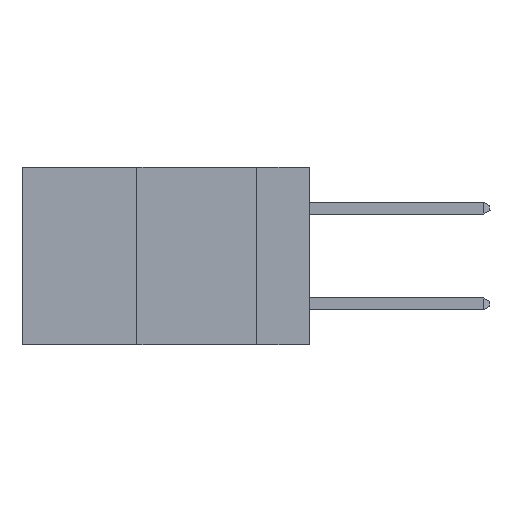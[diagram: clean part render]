
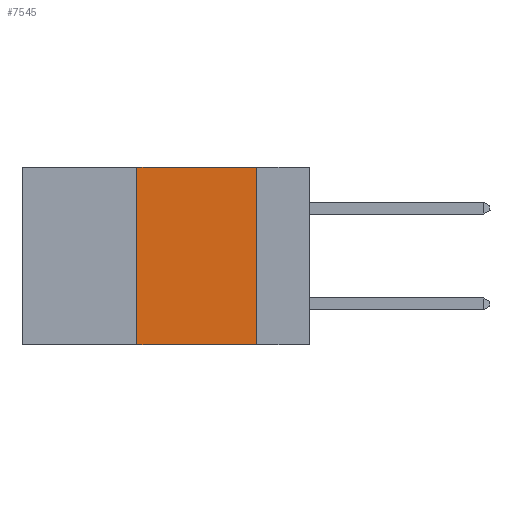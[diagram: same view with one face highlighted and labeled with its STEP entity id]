
A CAD part, left-side view. The second image highlights one B-rep face of the part: STEP entity #7545.
In plain terms, the highlighted planar face has unit normal (-1, 0, 0).
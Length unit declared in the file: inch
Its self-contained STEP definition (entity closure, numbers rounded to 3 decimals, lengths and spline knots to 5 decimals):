
#181 = EDGE_LOOP ( 'NONE', ( #24213, #13971, #7288, #14205 ) ) ;
#977 = EDGE_CURVE ( 'NONE', #39956, #26002, #23625, .T. ) ;
#1561 = VECTOR ( 'NONE', #16954, 39.37008 ) ;
#1724 = CARTESIAN_POINT ( 'NONE',  ( 0., 0.36, 0. ) ) ;
#3661 = PLANE ( 'NONE',  #24224 ) ;
#4793 = CARTESIAN_POINT ( 'NONE',  ( 0., 0.36, 0. ) ) ;
#4852 = LINE ( 'NONE', #8542, #10600 ) ;
#5890 = CARTESIAN_POINT ( 'NONE',  ( 0., 0.11, -0.37 ) ) ;
#6807 = VERTEX_POINT ( 'NONE', #1724 ) ;
#7288 = ORIENTED_EDGE ( 'NONE', *, *, #26827, .F. ) ;
#7545 = ADVANCED_FACE ( 'NONE', ( #19730 ), #3661, .F. ) ;
#8542 = CARTESIAN_POINT ( 'NONE',  ( 0., 0.11, 0. ) ) ;
#10600 = VECTOR ( 'NONE', #21115, 39.37008 ) ;
#11067 = EDGE_CURVE ( 'NONE', #6807, #22766, #31419, .T. ) ;
#13449 = VECTOR ( 'NONE', #29810, 39.37008 ) ;
#13971 = ORIENTED_EDGE ( 'NONE', *, *, #11067, .F. ) ;
#14205 = ORIENTED_EDGE ( 'NONE', *, *, #977, .T. ) ;
#16954 = DIRECTION ( 'NONE',  ( 0., 0., 1. ) ) ;
#18450 = DIRECTION ( 'NONE',  ( 0., -1., 0. ) ) ;
#19730 = FACE_OUTER_BOUND ( 'NONE', #181, .T. ) ;
#21105 = VECTOR ( 'NONE', #18450, 39.37008 ) ;
#21115 = DIRECTION ( 'NONE',  ( 0., 0., -1. ) ) ;
#21812 = EDGE_CURVE ( 'NONE', #22766, #26002, #4852, .T. ) ;
#22138 = CARTESIAN_POINT ( 'NONE',  ( 0., 0.6, 0. ) ) ;
#22766 = VERTEX_POINT ( 'NONE', #34395 ) ;
#23625 = LINE ( 'NONE', #36203, #13449 ) ;
#24213 = ORIENTED_EDGE ( 'NONE', *, *, #21812, .F. ) ;
#24224 = AXIS2_PLACEMENT_3D ( 'NONE', #38882, #25721, #32308 ) ;
#25721 = DIRECTION ( 'NONE',  ( 1., 0., 0. ) ) ;
#26002 = VERTEX_POINT ( 'NONE', #5890 ) ;
#26827 = EDGE_CURVE ( 'NONE', #39956, #6807, #33035, .T. ) ;
#29207 = CARTESIAN_POINT ( 'NONE',  ( 0., 0.36, -0.37 ) ) ;
#29810 = DIRECTION ( 'NONE',  ( 0., -1., 0. ) ) ;
#31419 = LINE ( 'NONE', #22138, #21105 ) ;
#32308 = DIRECTION ( 'NONE',  ( 0., 0., -1. ) ) ;
#33035 = LINE ( 'NONE', #4793, #1561 ) ;
#34395 = CARTESIAN_POINT ( 'NONE',  ( 0., 0.11, 0. ) ) ;
#36203 = CARTESIAN_POINT ( 'NONE',  ( 0., 0.6, -0.37 ) ) ;
#38882 = CARTESIAN_POINT ( 'NONE',  ( 0., 0.6, 0. ) ) ;
#39956 = VERTEX_POINT ( 'NONE', #29207 ) ;
